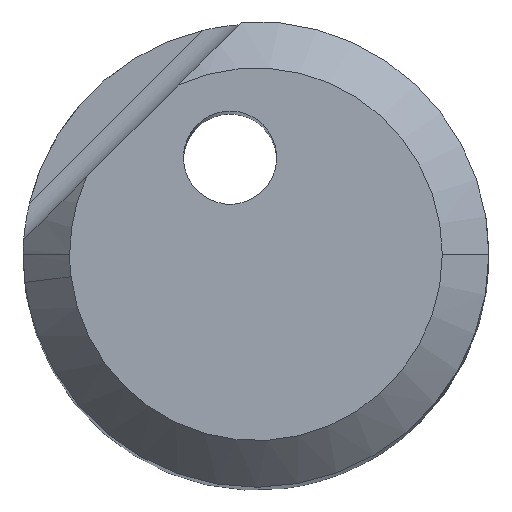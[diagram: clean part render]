
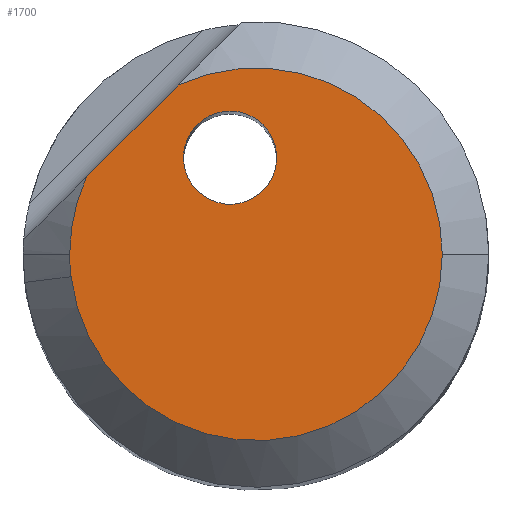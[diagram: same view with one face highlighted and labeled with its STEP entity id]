
A CAD part, top view. The second image highlights one B-rep face of the part: STEP entity #1700.
In plain terms, the highlighted planar face has unit normal (0, 0, 1).
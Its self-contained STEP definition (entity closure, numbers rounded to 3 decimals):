
#1437=AXIS2_PLACEMENT_3D('Circle Axis2P3D',#1435,#1436,$) ;
#1462=AXIS2_PLACEMENT_3D('Circle Axis2P3D',#1460,#1461,$) ;
#1548=AXIS2_PLACEMENT_3D('Circle Axis2P3D',#1546,#1547,$) ;
#1580=AXIS2_PLACEMENT_3D('Circle Axis2P3D',#1578,#1579,$) ;
#1598=AXIS2_PLACEMENT_3D('Circle Axis2P3D',#1596,#1597,$) ;
#1687=AXIS2_PLACEMENT_3D('Plane Axis2P3D',#1684,#1685,#1686) ;
#1404=CARTESIAN_POINT('Vertex',(0.061,1.113,0.)) ;
#1408=CARTESIAN_POINT('Control Point',(-0.506,0.549,0.)) ;
#1409=CARTESIAN_POINT('Control Point',(-0.683,0.727,0.)) ;
#1410=CARTESIAN_POINT('Control Point',(-0.73,1.05,0.)) ;
#1411=CARTESIAN_POINT('Control Point',(-0.439,1.339,0.)) ;
#1412=CARTESIAN_POINT('Control Point',(-0.116,1.291,0.)) ;
#1413=CARTESIAN_POINT('Control Point',(0.061,1.113,0.)) ;
#1414=CARTESIAN_POINT('Vertex',(-0.506,0.549,0.)) ;
#1435=CARTESIAN_POINT('Axis2P3D Location',(-0.223,0.831,0.)) ;
#1457=CARTESIAN_POINT('Vertex',(-1.6,0.,0.)) ;
#1460=CARTESIAN_POINT('Axis2P3D Location',(0.,0.,0.)) ;
#1464=CARTESIAN_POINT('Vertex',(-1.454,0.667,0.)) ;
#1487=CARTESIAN_POINT('Line Origine',(-1.061,1.061,0.)) ;
#1491=CARTESIAN_POINT('Vertex',(-0.667,1.454,0.)) ;
#1546=CARTESIAN_POINT('Axis2P3D Location',(0.,0.,0.)) ;
#1550=CARTESIAN_POINT('Vertex',(1.6,0.,0.)) ;
#1575=CARTESIAN_POINT('Vertex',(-1.588,-0.192,0.)) ;
#1578=CARTESIAN_POINT('Axis2P3D Location',(0.,0.,0.)) ;
#1596=CARTESIAN_POINT('Axis2P3D Location',(0.,0.,0.)) ;
#1684=CARTESIAN_POINT('Axis2P3D Location',(0.,0.,0.)) ;
#1436=DIRECTION('Axis2P3D Direction',(0.,0.,-1.)) ;
#1461=DIRECTION('Axis2P3D Direction',(0.,0.,-1.)) ;
#1488=DIRECTION('Vector Direction',(-0.707,-0.707,0.)) ;
#1547=DIRECTION('Axis2P3D Direction',(0.,0.,-1.)) ;
#1579=DIRECTION('Axis2P3D Direction',(0.,0.,-1.)) ;
#1597=DIRECTION('Axis2P3D Direction',(0.,0.,-1.)) ;
#1685=DIRECTION('Axis2P3D Direction',(0.,0.,-1.)) ;
#1686=DIRECTION('Axis2P3D XDirection',(-1.,0.,0.)) ;
#1489=VECTOR('Line Direction',#1488,1.) ;
#1690=ORIENTED_EDGE('',*,*,#1493,.T.) ;
#1691=ORIENTED_EDGE('',*,*,#1466,.F.) ;
#1692=ORIENTED_EDGE('',*,*,#1600,.F.) ;
#1693=ORIENTED_EDGE('',*,*,#1582,.F.) ;
#1694=ORIENTED_EDGE('',*,*,#1552,.F.) ;
#1697=ORIENTED_EDGE('',*,*,#1416,.T.) ;
#1698=ORIENTED_EDGE('',*,*,#1439,.T.) ;
#1699=FACE_BOUND('',#1696,.T.) ;
#1700=ADVANCED_FACE('NOCUT',(#1695,#1699),#1688,.F.) ;
#1407=B_SPLINE_CURVE_WITH_KNOTS('',5,(#1408,#1409,#1410,#1411,#1412,#1413),.UNSPECIFIED.,.F.,.U.,(6,6),(-0.628,0.628),.UNSPECIFIED.) ;
#1438=CIRCLE('generated circle',#1437,0.4) ;
#1463=CIRCLE('generated circle',#1462,1.6) ;
#1549=CIRCLE('generated circle',#1548,1.6) ;
#1581=CIRCLE('generated circle',#1580,1.6) ;
#1599=CIRCLE('generated circle',#1598,1.6) ;
#1416=EDGE_CURVE('',#1415,#1405,#1407,.T.) ;
#1439=EDGE_CURVE('',#1405,#1415,#1438,.T.) ;
#1466=EDGE_CURVE('',#1458,#1465,#1463,.T.) ;
#1493=EDGE_CURVE('',#1492,#1465,#1490,.T.) ;
#1552=EDGE_CURVE('',#1492,#1551,#1549,.T.) ;
#1582=EDGE_CURVE('',#1551,#1576,#1581,.T.) ;
#1600=EDGE_CURVE('',#1576,#1458,#1599,.T.) ;
#1689=EDGE_LOOP('',(#1690,#1691,#1692,#1693,#1694)) ;
#1696=EDGE_LOOP('',(#1697,#1698)) ;
#1695=FACE_OUTER_BOUND('',#1689,.T.) ;
#1490=LINE('Line',#1487,#1489) ;
#1688=PLANE('',#1687) ;
#1405=VERTEX_POINT('',#1404) ;
#1415=VERTEX_POINT('',#1414) ;
#1458=VERTEX_POINT('',#1457) ;
#1465=VERTEX_POINT('',#1464) ;
#1492=VERTEX_POINT('',#1491) ;
#1551=VERTEX_POINT('',#1550) ;
#1576=VERTEX_POINT('',#1575) ;
